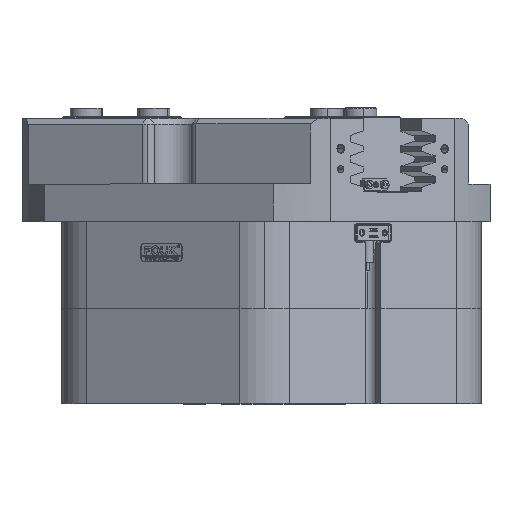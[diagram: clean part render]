
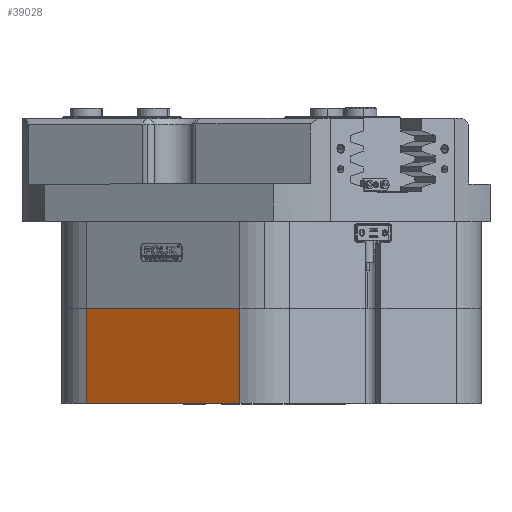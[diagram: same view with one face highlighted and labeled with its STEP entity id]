
A CAD part, top view. The second image highlights one B-rep face of the part: STEP entity #39028.
In plain terms, the highlighted face is planar.
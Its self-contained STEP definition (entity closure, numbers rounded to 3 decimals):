
#4258 = EDGE_CURVE ( 'NONE', #16004, #31446, #40386, .T. ) ;
#4685 = CARTESIAN_POINT ( 'NONE',  ( 20., 0., -155.885 ) ) ;
#5375 = LINE ( 'NONE', #35194, #36702 ) ;
#6441 = DIRECTION ( 'NONE',  ( -0.866, 0., -0.5 ) ) ;
#6639 = DIRECTION ( 'NONE',  ( -0.866, 0., -0.5 ) ) ;
#7123 = CARTESIAN_POINT ( 'NONE',  ( 20., 65., -155.885 ) ) ;
#7556 = CARTESIAN_POINT ( 'NONE',  ( 20., 0., -155.885 ) ) ;
#8972 = VERTEX_POINT ( 'NONE', #4685 ) ;
#9555 = DIRECTION ( 'NONE',  ( -0.866, 0., -0.5 ) ) ;
#10224 = DIRECTION ( 'NONE',  ( 0., -1., 0. ) ) ;
#12457 = ORIENTED_EDGE ( 'NONE', *, *, #29027, .T. ) ;
#14780 = EDGE_CURVE ( 'NONE', #8972, #31446, #45367, .T. ) ;
#15771 = EDGE_LOOP ( 'NONE', ( #48513, #12457, #35766, #16447 ) ) ;
#16004 = VERTEX_POINT ( 'NONE', #54860 ) ;
#16447 = ORIENTED_EDGE ( 'NONE', *, *, #14780, .T. ) ;
#22918 = CARTESIAN_POINT ( 'NONE',  ( 290., 65., 0. ) ) ;
#25627 = DIRECTION ( 'NONE',  ( 0.5, 0., -0.866 ) ) ;
#25851 = CARTESIAN_POINT ( 'NONE',  ( 290., 0., 0. ) ) ;
#28817 = VECTOR ( 'NONE', #10224, 1000. ) ;
#29027 = EDGE_CURVE ( 'NONE', #16004, #55570, #29544, .T. ) ;
#29544 = LINE ( 'NONE', #42852, #28817 ) ;
#31446 = VERTEX_POINT ( 'NONE', #7123 ) ;
#34661 = AXIS2_PLACEMENT_3D ( 'NONE', #25851, #25627, #6441 ) ;
#35012 = VECTOR ( 'NONE', #40408, 1000. ) ;
#35194 = CARTESIAN_POINT ( 'NONE',  ( 72.5, 0., -125.574 ) ) ;
#35414 = PLANE ( 'NONE',  #34661 ) ;
#35766 = ORIENTED_EDGE ( 'NONE', *, *, #58344, .T. ) ;
#36702 = VECTOR ( 'NONE', #6639, 1000. ) ;
#39028 = ADVANCED_FACE ( 'NONE', ( #48423 ), #35414, .T. ) ;
#39379 = CARTESIAN_POINT ( 'NONE',  ( 125., 0., -95.263 ) ) ;
#40386 = LINE ( 'NONE', #22918, #49331 ) ;
#40408 = DIRECTION ( 'NONE',  ( 0., 1., 0. ) ) ;
#42852 = CARTESIAN_POINT ( 'NONE',  ( 125., 0., -95.263 ) ) ;
#45367 = LINE ( 'NONE', #7556, #35012 ) ;
#48423 = FACE_OUTER_BOUND ( 'NONE', #15771, .T. ) ;
#48513 = ORIENTED_EDGE ( 'NONE', *, *, #4258, .F. ) ;
#49331 = VECTOR ( 'NONE', #9555, 1000. ) ;
#54860 = CARTESIAN_POINT ( 'NONE',  ( 125., 65., -95.263 ) ) ;
#55570 = VERTEX_POINT ( 'NONE', #39379 ) ;
#58344 = EDGE_CURVE ( 'NONE', #55570, #8972, #5375, .T. ) ;
